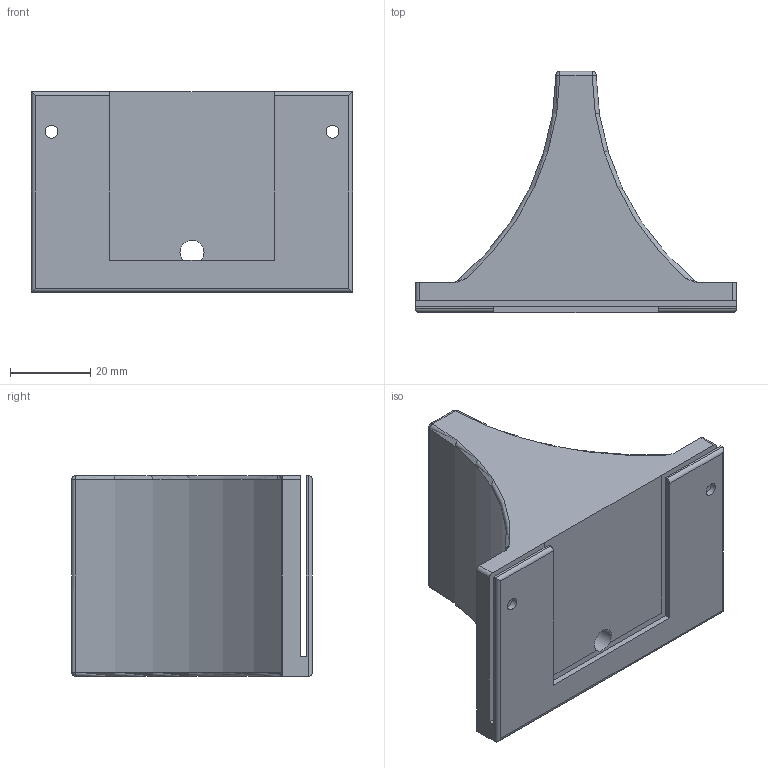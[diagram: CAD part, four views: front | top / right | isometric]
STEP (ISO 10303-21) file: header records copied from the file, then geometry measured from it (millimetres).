
FILE_DESCRIPTION(('FreeCAD Model'),'2;1');
FILE_NAME('Open CASCADE Shape Model','2023-07-12T16:25:05',('Author'),( ''),'Open CASCADE STEP processor 7.6','FreeCAD','Unknown');
FILE_SCHEMA(('AUTOMOTIVE_DESIGN { 1 0 10303 214 1 1 1 1 }'));
Length unit declared in the file: millimetre
Products named in the file (1): FlagCompasHolder
Bounding box: 80 x 60 x 50 mm (x, y, z)
Volume: 84789.4 mm3; surface area: 21670.6 mm2
Topology: 1 solids, 1 shells, 53 faces, 141 edges, 86 vertices
Faces by surface type: cylinder 21, plane 18, bspline 8, torus 4, cone 2
Full cylindrical faces by diameter (mm): 3.2 x4, 6 x2
Entity records: 5208 total; most frequent: CARTESIAN_POINT 2532, DIRECTION 471, LINE 285, VECTOR 285, ORIENTED_EDGE 274, PCURVE 274, DEFINITIONAL_REPRESENTATION 274, EDGE_CURVE 137
